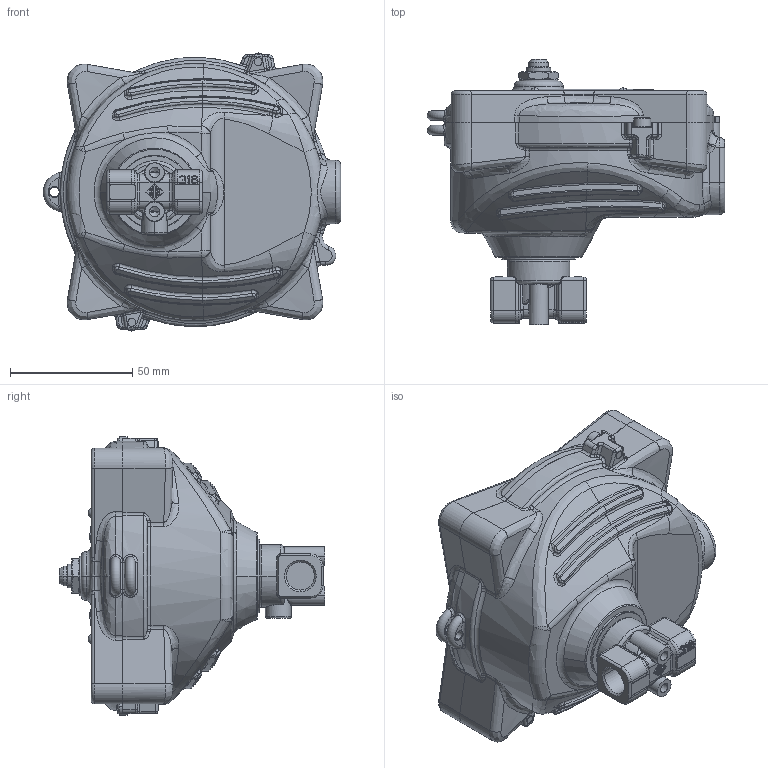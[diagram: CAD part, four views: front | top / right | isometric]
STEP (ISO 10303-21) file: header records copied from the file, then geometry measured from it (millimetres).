
FILE_DESCRIPTION((''),'2;1');
FILE_NAME('31L2EIV20_ASM','2017-03-29T',('iacovoneb'),('O.D.E.'),'CREO PARAMETRIC BY PTC INC, 2016130','CREO PARAMETRIC BY PTC INC, 2016130','');
FILE_SCHEMA(('CONFIG_CONTROL_DESIGN'));
Products named in the file (1): 31L2EIV20_ASM
Bounding box: 121.47 x 108.5 x 113.6 mm (x, y, z)
Volume: 407946.2 mm3; surface area: 83940.4 mm2
Topology: 4 solids, 11 shells, 1557 faces, 3731 edges, 2238 vertices
Faces by surface type: plane 520, bspline 420, cylinder 355, torus 117, cone 92, sphere 53
Entity records: 70725 total; most frequent: CARTESIAN_POINT 31382, ORIENTED_EDGE 7412, DIRECTION 5791, EDGE_CURVE 3708, VERTEX_POINT 2238, AXIS2_PLACEMENT_3D 2103, EDGE_LOOP 1637, VECTOR 1585
